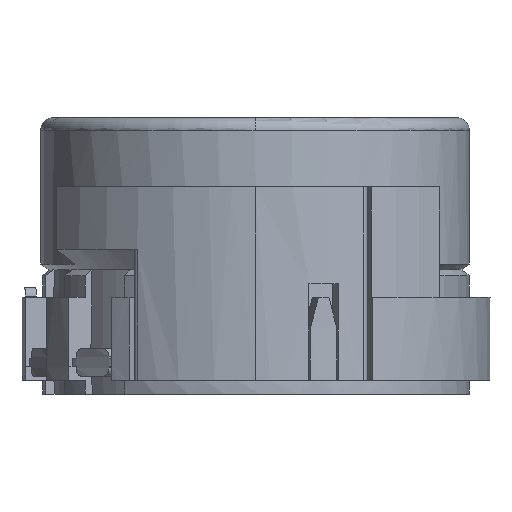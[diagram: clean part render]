
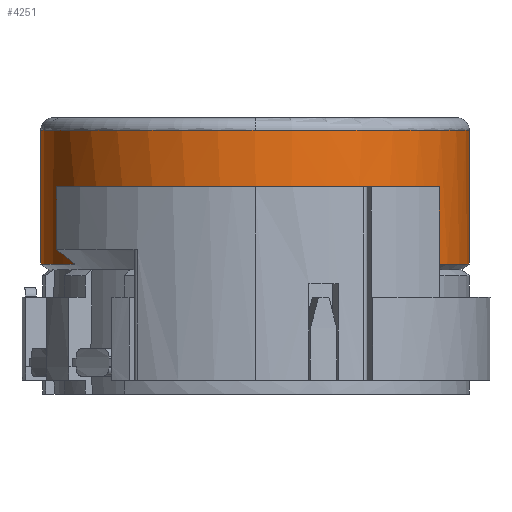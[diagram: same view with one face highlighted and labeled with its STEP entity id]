
A CAD part, left-side view. The second image highlights one B-rep face of the part: STEP entity #4251.
In plain terms, the highlighted cylindrical face has radius 7.75 mm (diameter 15.5 mm), a partial arc.
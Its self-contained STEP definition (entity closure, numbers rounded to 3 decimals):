
#54=AXIS2_PLACEMENT_3D('Circle Axis2P3D',#52,#53,$) ;
#4164=AXIS2_PLACEMENT_3D('Circle Axis2P3D',#4162,#4163,$) ;
#4189=AXIS2_PLACEMENT_3D('Cylinder Axis2P3D',#4186,#4187,#4188) ;
#4216=AXIS2_PLACEMENT_3D('Circle Axis2P3D',#4214,#4215,$) ;
#4230=AXIS2_PLACEMENT_3D('Circle Axis2P3D',#4228,#4229,$) ;
#49=CARTESIAN_POINT('Vertex',(0.75,8.5,9.55)) ;
#52=CARTESIAN_POINT('Axis2P3D Location',(8.5,8.5,9.55)) ;
#56=CARTESIAN_POINT('Vertex',(8.5,0.75,9.55)) ;
#4159=CARTESIAN_POINT('Vertex',(8.5,16.25,9.55)) ;
#4162=CARTESIAN_POINT('Axis2P3D Location',(8.5,8.5,9.55)) ;
#4186=CARTESIAN_POINT('Axis2P3D Location',(8.5,8.5,10.)) ;
#4191=CARTESIAN_POINT('Line Origine',(8.5,16.25,10.)) ;
#4195=CARTESIAN_POINT('Vertex',(8.5,16.25,4.71)) ;
#4199=CARTESIAN_POINT('Control Point',(8.5,16.25,4.71)) ;
#4200=CARTESIAN_POINT('Control Point',(7.401,16.25,4.71)) ;
#4201=CARTESIAN_POINT('Control Point',(6.302,16.042,4.71)) ;
#4202=CARTESIAN_POINT('Control Point',(5.263,15.627,4.71)) ;
#4203=CARTESIAN_POINT('Control Point',(4.336,15.036,4.71)) ;
#4204=CARTESIAN_POINT('Vertex',(4.336,15.036,4.71)) ;
#4207=CARTESIAN_POINT('Line Origine',(4.336,15.036,10.)) ;
#4211=CARTESIAN_POINT('Vertex',(4.336,15.036,7.5)) ;
#4214=CARTESIAN_POINT('Axis2P3D Location',(8.5,8.5,7.5)) ;
#4218=CARTESIAN_POINT('Vertex',(1.722,4.743,7.5)) ;
#4221=CARTESIAN_POINT('Line Origine',(1.722,4.743,10.)) ;
#4225=CARTESIAN_POINT('Vertex',(1.722,4.743,4.71)) ;
#4228=CARTESIAN_POINT('Axis2P3D Location',(8.5,8.5,4.71)) ;
#4232=CARTESIAN_POINT('Vertex',(8.5,0.75,4.71)) ;
#4235=CARTESIAN_POINT('Line Origine',(8.5,0.75,10.)) ;
#53=DIRECTION('Axis2P3D Direction',(0.,0.,-1.)) ;
#4163=DIRECTION('Axis2P3D Direction',(0.,0.,-1.)) ;
#4187=DIRECTION('Axis2P3D Direction',(0.,0.,1.)) ;
#4188=DIRECTION('Axis2P3D XDirection',(0.,1.,0.)) ;
#4192=DIRECTION('Vector Direction',(0.,0.,1.)) ;
#4208=DIRECTION('Vector Direction',(0.,0.,1.)) ;
#4215=DIRECTION('Axis2P3D Direction',(0.,0.,1.)) ;
#4222=DIRECTION('Vector Direction',(0.,0.,1.)) ;
#4229=DIRECTION('Axis2P3D Direction',(0.,0.,1.)) ;
#4236=DIRECTION('Vector Direction',(0.,0.,1.)) ;
#4193=VECTOR('Line Direction',#4192,1.) ;
#4209=VECTOR('Line Direction',#4208,1.) ;
#4223=VECTOR('Line Direction',#4222,1.) ;
#4237=VECTOR('Line Direction',#4236,1.) ;
#4241=ORIENTED_EDGE('',*,*,#4197,.F.) ;
#4242=ORIENTED_EDGE('',*,*,#4206,.T.) ;
#4243=ORIENTED_EDGE('',*,*,#4213,.F.) ;
#4244=ORIENTED_EDGE('',*,*,#4220,.T.) ;
#4245=ORIENTED_EDGE('',*,*,#4227,.T.) ;
#4246=ORIENTED_EDGE('',*,*,#4234,.T.) ;
#4247=ORIENTED_EDGE('',*,*,#4239,.T.) ;
#4248=ORIENTED_EDGE('',*,*,#58,.T.) ;
#4249=ORIENTED_EDGE('',*,*,#4166,.T.) ;
#4251=ADVANCED_FACE('Verrundung2',(#4250),#4190,.T.) ;
#4198=B_SPLINE_CURVE_WITH_KNOTS('',4,(#4199,#4200,#4201,#4202,#4203),.UNSPECIFIED.,.F.,.U.,(5,5),(-2.198,2.198),.UNSPECIFIED.) ;
#55=CIRCLE('generated circle',#54,7.75) ;
#4165=CIRCLE('generated circle',#4164,7.75) ;
#4217=CIRCLE('generated circle',#4216,7.75) ;
#4231=CIRCLE('generated circle',#4230,7.75) ;
#4190=CYLINDRICAL_SURFACE('generated cylinder',#4189,7.75) ;
#58=EDGE_CURVE('',#57,#50,#55,.T.) ;
#4166=EDGE_CURVE('',#50,#4160,#4165,.T.) ;
#4197=EDGE_CURVE('',#4196,#4160,#4194,.T.) ;
#4206=EDGE_CURVE('',#4196,#4205,#4198,.T.) ;
#4213=EDGE_CURVE('',#4212,#4205,#4210,.F.) ;
#4220=EDGE_CURVE('',#4212,#4219,#4217,.T.) ;
#4227=EDGE_CURVE('',#4219,#4226,#4224,.F.) ;
#4234=EDGE_CURVE('',#4226,#4233,#4231,.T.) ;
#4239=EDGE_CURVE('',#4233,#57,#4238,.T.) ;
#4240=EDGE_LOOP('',(#4241,#4242,#4243,#4244,#4245,#4246,#4247,#4248,#4249)) ;
#4250=FACE_OUTER_BOUND('',#4240,.T.) ;
#4194=LINE('Line',#4191,#4193) ;
#4210=LINE('Line',#4207,#4209) ;
#4224=LINE('Line',#4221,#4223) ;
#4238=LINE('Line',#4235,#4237) ;
#50=VERTEX_POINT('',#49) ;
#57=VERTEX_POINT('',#56) ;
#4160=VERTEX_POINT('',#4159) ;
#4196=VERTEX_POINT('',#4195) ;
#4205=VERTEX_POINT('',#4204) ;
#4212=VERTEX_POINT('',#4211) ;
#4219=VERTEX_POINT('',#4218) ;
#4226=VERTEX_POINT('',#4225) ;
#4233=VERTEX_POINT('',#4232) ;
